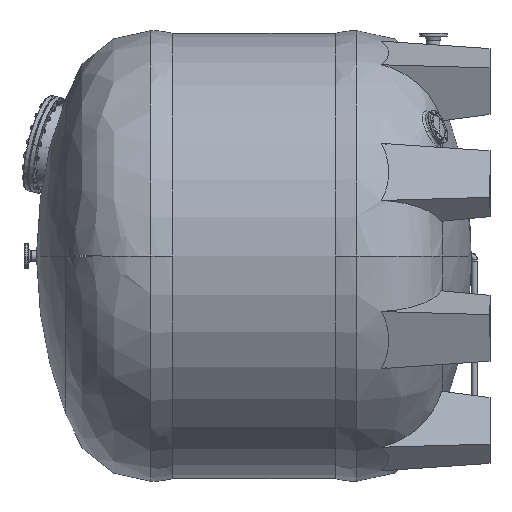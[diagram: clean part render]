
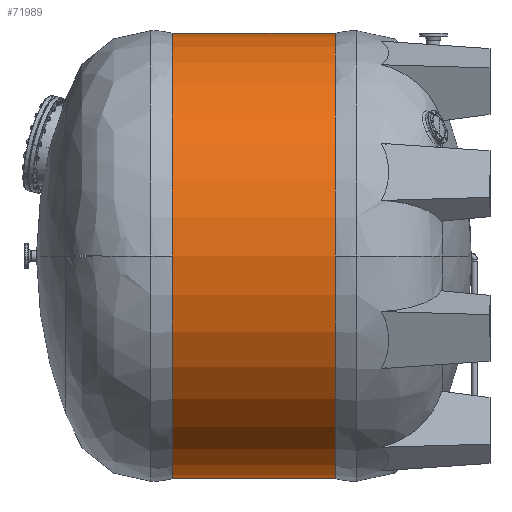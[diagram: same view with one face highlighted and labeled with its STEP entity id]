
A CAD part, left-side view. The second image highlights one B-rep face of the part: STEP entity #71989.
In plain terms, the highlighted cylindrical face has radius 1768 mm (diameter 3536 mm), a partial arc.
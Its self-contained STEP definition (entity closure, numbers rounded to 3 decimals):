
#1887 = AXIS2_PLACEMENT_3D ( 'NONE', #42184, #4009, #60714 ) ;
#1966 = EDGE_CURVE ( 'NONE', #18757, #24295, #63013, .T. ) ;
#4009 = DIRECTION ( 'NONE',  ( 0., -1., 0. ) ) ;
#5259 = DIRECTION ( 'NONE',  ( 0., 0., 1. ) ) ;
#5451 = CARTESIAN_POINT ( 'NONE',  ( 0., 2339.814, 1768. ) ) ;
#8437 = CIRCLE ( 'NONE', #1887, 1768. ) ;
#8949 = DIRECTION ( 'NONE',  ( 0., 1., 0. ) ) ;
#14475 = CARTESIAN_POINT ( 'NONE',  ( 0., 1046.186, -1768. ) ) ;
#16128 = AXIS2_PLACEMENT_3D ( 'NONE', #70560, #58258, #58677 ) ;
#16400 = CARTESIAN_POINT ( 'NONE',  ( 0., 2339.814, 0. ) ) ;
#18757 = VERTEX_POINT ( 'NONE', #14475 ) ;
#20229 = DIRECTION ( 'NONE',  ( 0., 0., 1. ) ) ;
#20954 = EDGE_CURVE ( 'NONE', #74549, #32048, #70549, .T. ) ;
#21364 = CIRCLE ( 'NONE', #16128, 1768. ) ;
#24295 = VERTEX_POINT ( 'NONE', #68055 ) ;
#25778 = VECTOR ( 'NONE', #8949, 1000. ) ;
#29860 = CARTESIAN_POINT ( 'NONE',  ( 0., 2339.814, -1768. ) ) ;
#32048 = VERTEX_POINT ( 'NONE', #5451 ) ;
#32259 = EDGE_CURVE ( 'NONE', #61982, #33269, #34985, .T. ) ;
#32740 = ORIENTED_EDGE ( 'NONE', *, *, #32259, .T. ) ;
#33269 = VERTEX_POINT ( 'NONE', #29860 ) ;
#33761 = FACE_OUTER_BOUND ( 'NONE', #66168, .T. ) ;
#34249 = ORIENTED_EDGE ( 'NONE', *, *, #51092, .F. ) ;
#34985 = CIRCLE ( 'NONE', #73004, 1768. ) ;
#36278 = EDGE_CURVE ( 'NONE', #24295, #74549, #21364, .T. ) ;
#37295 = ORIENTED_EDGE ( 'NONE', *, *, #1966, .T. ) ;
#38064 = EDGE_CURVE ( 'NONE', #32048, #61982, #8437, .T. ) ;
#39714 = DIRECTION ( 'NONE',  ( 0., 0., 1. ) ) ;
#41350 = LINE ( 'NONE', #48380, #66639 ) ;
#42184 = CARTESIAN_POINT ( 'NONE',  ( 0., 2339.814, 0. ) ) ;
#47625 = DIRECTION ( 'NONE',  ( 0., -1., 0. ) ) ;
#48040 = CARTESIAN_POINT ( 'NONE',  ( 0., 1046.186, 1768. ) ) ;
#48380 = CARTESIAN_POINT ( 'NONE',  ( 0., 0., -1768. ) ) ;
#49006 = CARTESIAN_POINT ( 'NONE',  ( -1768., 2339.814, 0. ) ) ;
#51092 = EDGE_CURVE ( 'NONE', #18757, #33269, #41350, .T. ) ;
#54907 = ORIENTED_EDGE ( 'NONE', *, *, #38064, .T. ) ;
#55265 = ORIENTED_EDGE ( 'NONE', *, *, #36278, .T. ) ;
#58258 = DIRECTION ( 'NONE',  ( 0., 1., 0. ) ) ;
#58677 = DIRECTION ( 'NONE',  ( 0., 0., 1. ) ) ;
#60714 = DIRECTION ( 'NONE',  ( 0., 0., 1. ) ) ;
#61095 = DIRECTION ( 'NONE',  ( 0., 1., 0. ) ) ;
#61982 = VERTEX_POINT ( 'NONE', #49006 ) ;
#63013 = CIRCLE ( 'NONE', #73508, 1768. ) ;
#63734 = DIRECTION ( 'NONE',  ( 0., 1., 0. ) ) ;
#63974 = CARTESIAN_POINT ( 'NONE',  ( 0., 0., 1768. ) ) ;
#66168 = EDGE_LOOP ( 'NONE', ( #34249, #37295, #55265, #73339, #54907, #32740 ) ) ;
#66639 = VECTOR ( 'NONE', #61095, 1000. ) ;
#68055 = CARTESIAN_POINT ( 'NONE',  ( -1768., 1046.186, 0. ) ) ;
#70549 = LINE ( 'NONE', #63974, #25778 ) ;
#70560 = CARTESIAN_POINT ( 'NONE',  ( 0., 1046.186, 0. ) ) ;
#70966 = CARTESIAN_POINT ( 'NONE',  ( 0., 1046.186, 0. ) ) ;
#71538 = CARTESIAN_POINT ( 'NONE',  ( 0., 0., 0. ) ) ;
#71989 = ADVANCED_FACE ( 'NONE', ( #33761 ), #76032, .T. ) ;
#73004 = AXIS2_PLACEMENT_3D ( 'NONE', #16400, #47625, #5259 ) ;
#73339 = ORIENTED_EDGE ( 'NONE', *, *, #20954, .T. ) ;
#73508 = AXIS2_PLACEMENT_3D ( 'NONE', #70966, #76686, #39714 ) ;
#74549 = VERTEX_POINT ( 'NONE', #48040 ) ;
#76032 = CYLINDRICAL_SURFACE ( 'NONE', #79076, 1768. ) ;
#76686 = DIRECTION ( 'NONE',  ( 0., 1., 0. ) ) ;
#79076 = AXIS2_PLACEMENT_3D ( 'NONE', #71538, #63734, #20229 ) ;
